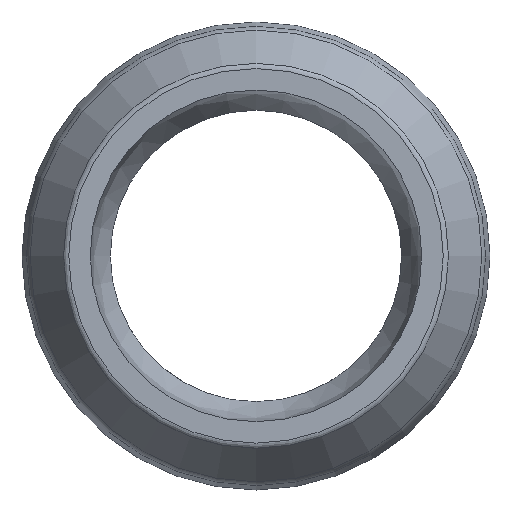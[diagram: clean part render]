
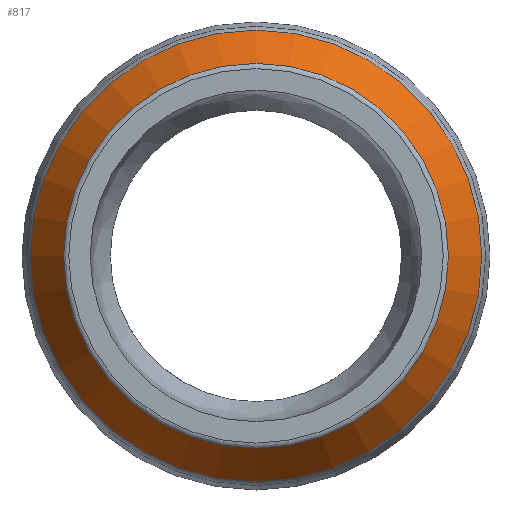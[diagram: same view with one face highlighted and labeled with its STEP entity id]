
A CAD part, top view. The second image highlights one B-rep face of the part: STEP entity #817.
In plain terms, the highlighted conical face has half-angle 33.264 degrees and reference radius 20.24 mm.
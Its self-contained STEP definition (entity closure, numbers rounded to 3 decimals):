
#20=CONICAL_SURFACE('',#933,20.24,0.581);
#73=LINE('',#1689,#108);
#108=VECTOR('',#1199,20.24);
#196=FACE_OUTER_BOUND('',#267,.T.);
#267=EDGE_LOOP('',(#724,#725,#726,#727));
#335=CIRCLE('',#931,18.628);
#337=CIRCLE('',#934,21.853);
#409=VERTEX_POINT('',#1683);
#410=VERTEX_POINT('',#1687);
#514=EDGE_CURVE('',#409,#409,#335,.T.);
#516=EDGE_CURVE('',#410,#410,#337,.T.);
#517=EDGE_CURVE('',#410,#409,#73,.T.);
#724=ORIENTED_EDGE('',*,*,#516,.F.);
#725=ORIENTED_EDGE('',*,*,#517,.T.);
#726=ORIENTED_EDGE('',*,*,#514,.T.);
#727=ORIENTED_EDGE('',*,*,#517,.F.);
#817=ADVANCED_FACE('',(#196),#20,.T.);
#931=AXIS2_PLACEMENT_3D('',#1684,#1191,#1192);
#933=AXIS2_PLACEMENT_3D('',#1686,#1195,#1196);
#934=AXIS2_PLACEMENT_3D('',#1688,#1197,#1198);
#1191=DIRECTION('center_axis',(0.,0.,
-1.));
#1192=DIRECTION('ref_axis',(1.,0.,0.));
#1195=DIRECTION('center_axis',(0.,0.,
-1.));
#1196=DIRECTION('ref_axis',(-1.,0.,0.));
#1197=DIRECTION('center_axis',(0.,0.,
-1.));
#1198=DIRECTION('ref_axis',(1.,0.,0.));
#1199=DIRECTION('',(-0.549,0.,0.836));
#1683=CARTESIAN_POINT('',(48.352,-77.007,26.129));
#1684=CARTESIAN_POINT('Origin',(29.724,-77.007,26.129));
#1686=CARTESIAN_POINT('Origin',(29.724,-77.007,23.671));
#1687=CARTESIAN_POINT('',(51.577,-77.007,21.213));
#1688=CARTESIAN_POINT('Origin',(29.724,-77.007,21.213));
#1689=CARTESIAN_POINT('',(49.964,-77.007,23.671));
